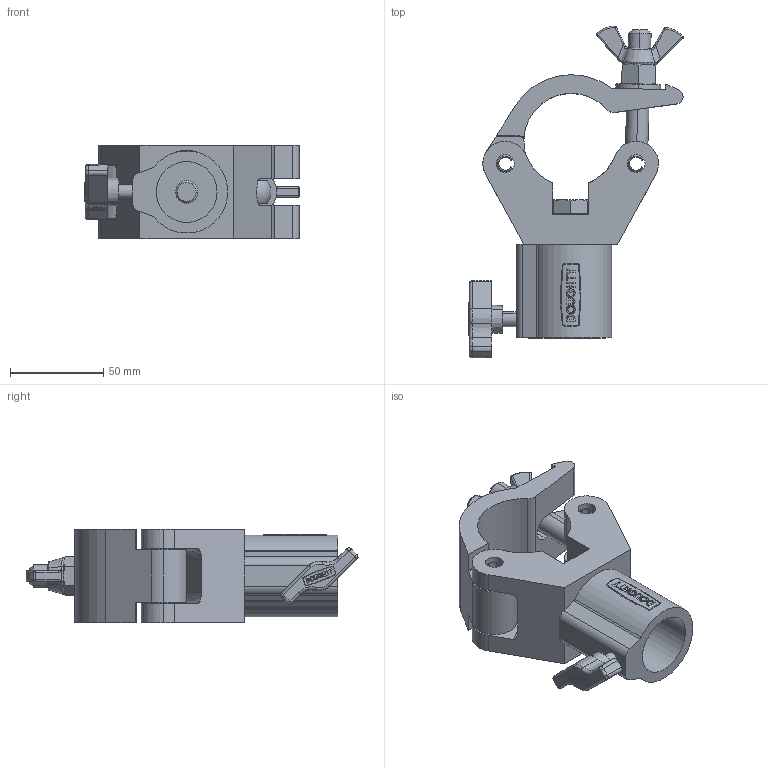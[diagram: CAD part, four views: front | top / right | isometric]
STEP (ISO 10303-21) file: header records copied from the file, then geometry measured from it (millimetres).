
FILE_DESCRIPTION (( 'STEP AP203' ), '1' );
FILE_NAME ('T57220.STEP', '2018-08-02T15:47:31', ( '' ), ( '' ), 'SwSTEP 2.0', 'SolidWorks 2016', '' );
FILE_SCHEMA (( 'CONFIG_CONTROL_DESIGN' ));
Length unit declared in the file: millimetre
Products named in the file (16): T50600_FOR T57220; TH2001_TH2001 - 50MM WIDE; T78000; F790; TH566; Hex Bolt_ISO 4016 - M12 x 45 x 45-WS; Hex Nut Style 1 GradeAB_Doughty Fastners_Hexagon Nut ISO - 4032 - M12 - D - S; Doughty Knob_S0130; A Washer_Bright washer BS 4320 - M12 (Form A); TH156_TH156; TH2000_TH2000 - 50MM WIDE; T57220; TH157_TH157; F883_DIN 315-M12-GT-C-N; T57220 LABEL; TH2038_TH1751
Assembly tree (16 placements, depth 3):
  T57220
    TH156_TH156
      TH2000_TH2000 - 50MM WIDE
    TH157_TH157
      TH2001_TH2001 - 50MM WIDE
    T78000
      TH566
      A Washer_Bright washer BS 4320 - M12 (Form A)
      Hex Nut Style 1 GradeAB_Doughty Fastners_Hexagon Nut ISO - 4032 - M12 - D - S
      F883_DIN 315-M12-GT-C-N
    F790  x2
    T50600_FOR T57220
      TH2038_TH1751
      Doughty Knob_S0130
      Hex Bolt_ISO 4016 - M12 x 45 x 45-WS
    T57220 LABEL
Bounding box: 114.77 x 177.6 x 49.9 mm (x, y, z)
Volume: 266250.9 mm3; surface area: 74585.6 mm2
Topology: 12 solids, 12 shells, 681 faces, 1688 edges, 1046 vertices
Faces by surface type: cylinder 212, plane 188, cone 184, bspline 70, torus 16, sphere 11
Entity records: 26646 total; most frequent: CARTESIAN_POINT 9266, DIRECTION 3334, ORIENTED_EDGE 3278, EDGE_CURVE 1639, AXIS2_PLACEMENT_3D 1311, VERTEX_POINT 1020, EDGE_LOOP 713, VECTOR 712
